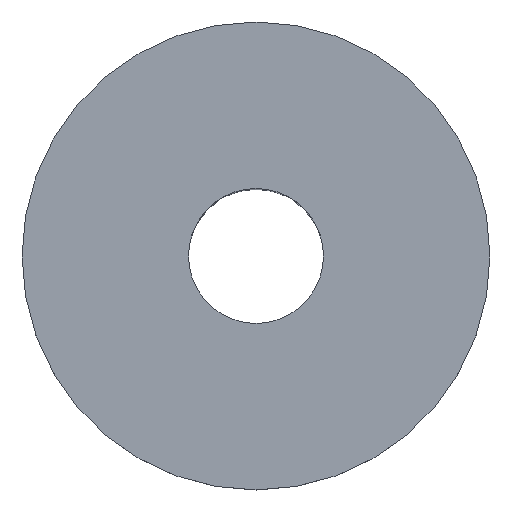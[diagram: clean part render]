
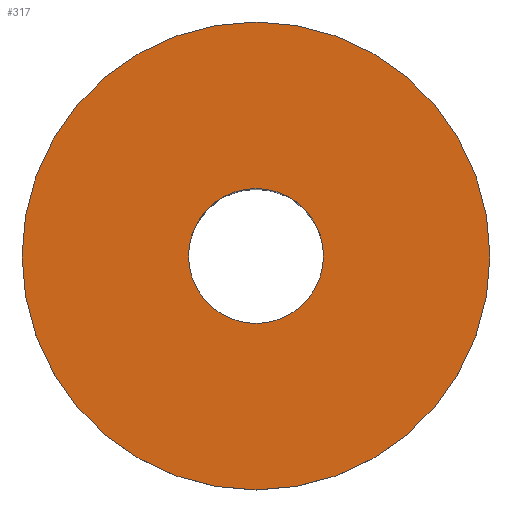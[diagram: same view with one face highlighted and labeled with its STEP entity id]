
A CAD part, top view. The second image highlights one B-rep face of the part: STEP entity #317.
In plain terms, the highlighted planar face has unit normal (0, 0, 1).
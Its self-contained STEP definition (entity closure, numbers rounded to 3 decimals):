
#1 = DIRECTION ( 'NONE',  ( -1., 0., 0. ) ) ;
#16 = VERTEX_POINT ( 'NONE', #2450 ) ;
#88 = CARTESIAN_POINT ( 'NONE',  ( 0., 0., 47. ) ) ;
#111 = ORIENTED_EDGE ( 'NONE', *, *, #1649, .F. ) ;
#128 = VERTEX_POINT ( 'NONE', #1072 ) ;
#312 = CARTESIAN_POINT ( 'NONE',  ( -2.381, 0., 47. ) ) ;
#314 = AXIS2_PLACEMENT_3D ( 'NONE', #1646, #559, #1211 ) ;
#317 = ADVANCED_FACE ( 'NONE', ( #1741, #2554 ), #708, .T. ) ;
#345 = CIRCLE ( 'NONE', #1792, 2.381 ) ;
#426 = EDGE_LOOP ( 'NONE', ( #2701, #2377 ) ) ;
#428 = CARTESIAN_POINT ( 'NONE',  ( 0., 0., 47. ) ) ;
#460 = AXIS2_PLACEMENT_3D ( 'NONE', #88, #2783, #1393 ) ;
#510 = CARTESIAN_POINT ( 'NONE',  ( 2.381, 0., 47. ) ) ;
#559 = DIRECTION ( 'NONE',  ( 0., 0., -1. ) ) ;
#574 = CIRCLE ( 'NONE', #1079, 8.25 ) ;
#643 = EDGE_CURVE ( 'NONE', #128, #16, #574, .T. ) ;
#645 = DIRECTION ( 'NONE',  ( 1., 0., 0. ) ) ;
#708 = PLANE ( 'NONE',  #2039 ) ;
#720 = DIRECTION ( 'NONE',  ( 0., 0., 1. ) ) ;
#996 = EDGE_CURVE ( 'NONE', #16, #128, #1523, .T. ) ;
#1072 = CARTESIAN_POINT ( 'NONE',  ( 8.25, 0., 47. ) ) ;
#1079 = AXIS2_PLACEMENT_3D ( 'NONE', #1746, #1100, #1 ) ;
#1100 = DIRECTION ( 'NONE',  ( 0., 0., -1. ) ) ;
#1161 = ORIENTED_EDGE ( 'NONE', *, *, #1299, .F. ) ;
#1185 = CARTESIAN_POINT ( 'NONE',  ( 0., 8.25, 47. ) ) ;
#1211 = DIRECTION ( 'NONE',  ( -1., 0., 0. ) ) ;
#1282 = VERTEX_POINT ( 'NONE', #312 ) ;
#1284 = VERTEX_POINT ( 'NONE', #510 ) ;
#1299 = EDGE_CURVE ( 'NONE', #1282, #1284, #2883, .T. ) ;
#1393 = DIRECTION ( 'NONE',  ( 1., 0., 0. ) ) ;
#1523 = CIRCLE ( 'NONE', #314, 8.25 ) ;
#1554 = DIRECTION ( 'NONE',  ( 0., 0., 1. ) ) ;
#1631 = DIRECTION ( 'NONE',  ( 1., 0., 0. ) ) ;
#1646 = CARTESIAN_POINT ( 'NONE',  ( 0., 0., 47. ) ) ;
#1649 = EDGE_CURVE ( 'NONE', #1284, #1282, #345, .T. ) ;
#1741 = FACE_BOUND ( 'NONE', #2272, .T. ) ;
#1746 = CARTESIAN_POINT ( 'NONE',  ( 0., 0., 47. ) ) ;
#1792 = AXIS2_PLACEMENT_3D ( 'NONE', #428, #1554, #645 ) ;
#2039 = AXIS2_PLACEMENT_3D ( 'NONE', #1185, #720, #1631 ) ;
#2272 = EDGE_LOOP ( 'NONE', ( #1161, #111 ) ) ;
#2377 = ORIENTED_EDGE ( 'NONE', *, *, #643, .F. ) ;
#2450 = CARTESIAN_POINT ( 'NONE',  ( -8.25, 0., 47. ) ) ;
#2554 = FACE_OUTER_BOUND ( 'NONE', #426, .T. ) ;
#2701 = ORIENTED_EDGE ( 'NONE', *, *, #996, .F. ) ;
#2783 = DIRECTION ( 'NONE',  ( 0., 0., 1. ) ) ;
#2883 = CIRCLE ( 'NONE', #460, 2.381 ) ;
